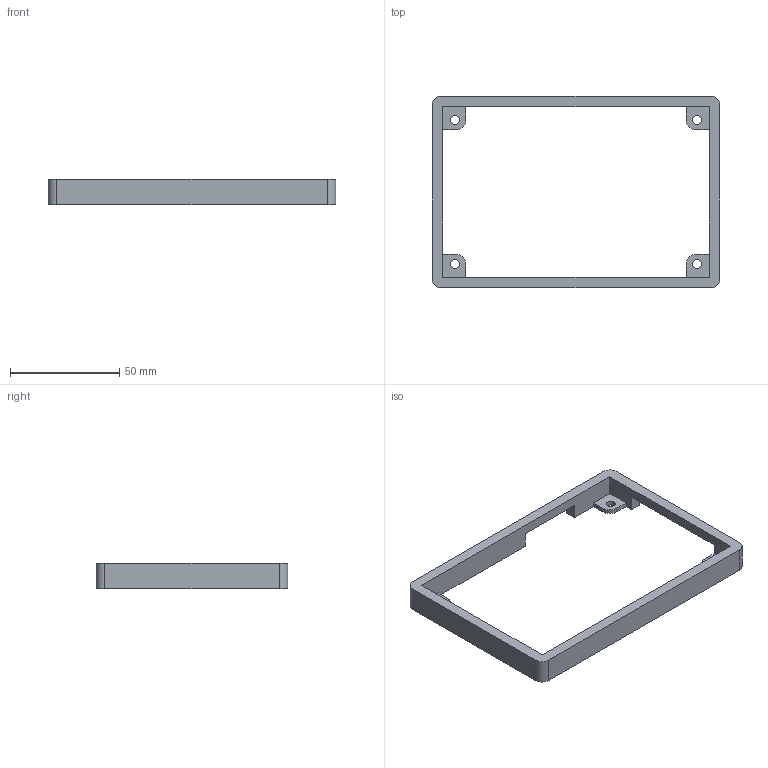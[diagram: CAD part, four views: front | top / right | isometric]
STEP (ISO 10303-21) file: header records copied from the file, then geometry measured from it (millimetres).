
FILE_DESCRIPTION (( 'STEP AP203' ), '1' );
FILE_NAME ('P4_3D Printed Screen Case.STEP', '2023-07-20T22:07:12', ( '' ), ( '' ), 'SwSTEP 2.0', 'SolidWorks 2020', '' );
FILE_SCHEMA (( 'CONFIG_CONTROL_DESIGN' ));
Length unit declared in the file: millimetre
Products named in the file (1): P4_3D Printed Screen Case
Bounding box: 132 x 88 x 11.5 mm (x, y, z)
Volume: 21746.3 mm3; surface area: 13528.3 mm2
Topology: 1 solids, 1 shells, 44 faces, 129 edges, 86 vertices
Faces by surface type: plane 28, cylinder 16
Entity records: 1562 total; most frequent: CARTESIAN_POINT 260, ORIENTED_EDGE 258, DIRECTION 251, EDGE_CURVE 129, VECTOR 97, LINE 97, VERTEX_POINT 86, AXIS2_PLACEMENT_3D 77
